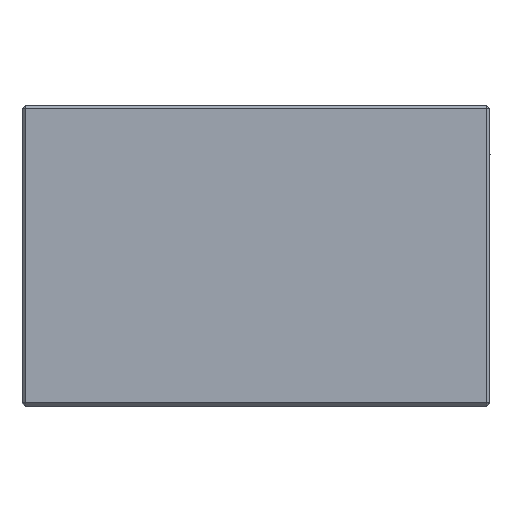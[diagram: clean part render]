
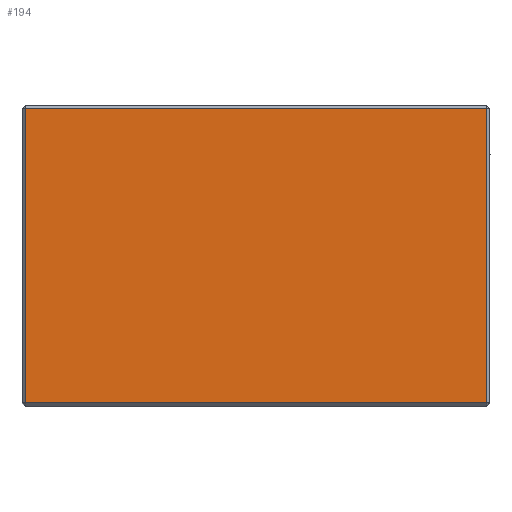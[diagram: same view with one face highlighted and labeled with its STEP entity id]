
A CAD part, top view. The second image highlights one B-rep face of the part: STEP entity #194.
In plain terms, the highlighted planar face has unit normal (0, 0, 1).
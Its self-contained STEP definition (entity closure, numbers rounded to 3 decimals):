
#157=FACE_OUTER_BOUND('',#557,.T.);
#194=ADVANCED_FACE('',(#157),#282,.F.);
#282=PLANE('',#1207);
#335=LINE('',#1763,#383);
#336=LINE('',#1766,#384);
#337=LINE('',#1768,#385);
#338=LINE('',#1770,#386);
#383=VECTOR('',#1396,1.);
#384=VECTOR('',#1397,1.);
#385=VECTOR('',#1398,1.);
#386=VECTOR('',#1399,1.);
#557=EDGE_LOOP('',(#723,#724,#725,#726));
#723=ORIENTED_EDGE('',*,*,#1042,.T.);
#724=ORIENTED_EDGE('',*,*,#1043,.T.);
#725=ORIENTED_EDGE('',*,*,#1044,.T.);
#726=ORIENTED_EDGE('',*,*,#1045,.T.);
#949=VERTEX_POINT('',#1764);
#950=VERTEX_POINT('',#1765);
#951=VERTEX_POINT('',#1767);
#952=VERTEX_POINT('',#1769);
#1042=EDGE_CURVE('',#949,#950,#335,.T.);
#1043=EDGE_CURVE('',#950,#951,#336,.T.);
#1044=EDGE_CURVE('',#951,#952,#337,.T.);
#1045=EDGE_CURVE('',#952,#949,#338,.T.);
#1207=AXIS2_PLACEMENT_3D('',#1771,#1400,#1401);
#1396=DIRECTION('',(0.,-1.,0.));
#1397=DIRECTION('',(1.,0.,0.));
#1398=DIRECTION('',(0.,1.,0.));
#1399=DIRECTION('',(-1.,0.,0.));
#1400=DIRECTION('',(0.,0.,-1.));
#1401=DIRECTION('',(-1.,0.,0.));
#1763=CARTESIAN_POINT('',(1.,45.,45.));
#1764=CARTESIAN_POINT('',(1.,44.,45.));
#1765=CARTESIAN_POINT('',(1.,-44.,45.));
#1766=CARTESIAN_POINT('',(140.,-44.,45.));
#1767=CARTESIAN_POINT('',(139.,-44.,45.));
#1768=CARTESIAN_POINT('',(139.,45.,45.));
#1769=CARTESIAN_POINT('',(139.,44.,45.));
#1770=CARTESIAN_POINT('',(140.,44.,45.));
#1771=CARTESIAN_POINT('',(140.,45.,45.));
